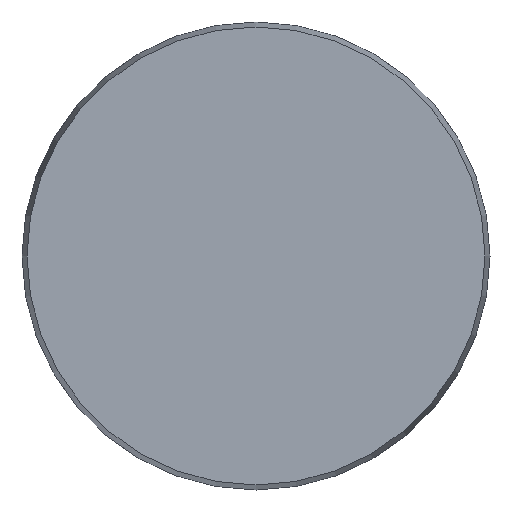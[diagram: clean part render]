
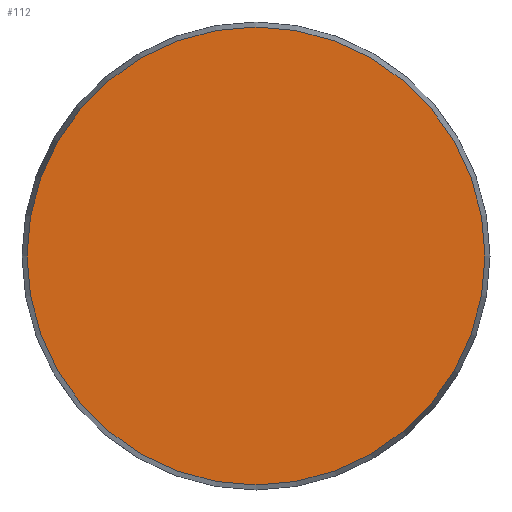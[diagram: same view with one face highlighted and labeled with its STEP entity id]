
A CAD part, front view. The second image highlights one B-rep face of the part: STEP entity #112.
In plain terms, the highlighted planar face has unit normal (0, -1, 0).
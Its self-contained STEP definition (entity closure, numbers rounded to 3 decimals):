
#34 = CARTESIAN_POINT ( 'NONE',  ( 0., 0., 39.143 ) ) ;
#39 = CARTESIAN_POINT ( 'NONE',  ( -39.143, 0., 0. ) ) ;
#100 = VERTEX_POINT ( 'NONE', #175 ) ;
#112 = ADVANCED_FACE ( 'NONE', ( #907 ), #749, .F. ) ;
#175 = CARTESIAN_POINT ( 'NONE',  ( 0., 0., -39.143 ) ) ;
#213 = DIRECTION ( 'NONE',  ( 0., -1., 0. ) ) ;
#234 = AXIS2_PLACEMENT_3D ( 'NONE', #708, #213, #383 ) ;
#269 = ORIENTED_EDGE ( 'NONE', *, *, #519, .T. ) ;
#289 = DIRECTION ( 'NONE',  ( 0., -1., 0. ) ) ;
#296 = EDGE_CURVE ( 'NONE', #635, #100, #657, .T. ) ;
#343 = DIRECTION ( 'NONE',  ( 0., 1., 0. ) ) ;
#383 = DIRECTION ( 'NONE',  ( 0., 0., -1. ) ) ;
#437 = AXIS2_PLACEMENT_3D ( 'NONE', #787, #289, #865 ) ;
#519 = EDGE_CURVE ( 'NONE', #100, #635, #1031, .T. ) ;
#606 = AXIS2_PLACEMENT_3D ( 'NONE', #39, #343, #1002 ) ;
#616 = ORIENTED_EDGE ( 'NONE', *, *, #296, .T. ) ;
#628 = EDGE_LOOP ( 'NONE', ( #616, #269 ) ) ;
#635 = VERTEX_POINT ( 'NONE', #34 ) ;
#657 = CIRCLE ( 'NONE', #234, 39.143 ) ;
#708 = CARTESIAN_POINT ( 'NONE',  ( 0., 0., 0. ) ) ;
#749 = PLANE ( 'NONE',  #606 ) ;
#787 = CARTESIAN_POINT ( 'NONE',  ( 0., 0., 0. ) ) ;
#865 = DIRECTION ( 'NONE',  ( 0., 0., -1. ) ) ;
#907 = FACE_OUTER_BOUND ( 'NONE', #628, .T. ) ;
#1002 = DIRECTION ( 'NONE',  ( 0., 0., 1. ) ) ;
#1031 = CIRCLE ( 'NONE', #437, 39.143 ) ;
